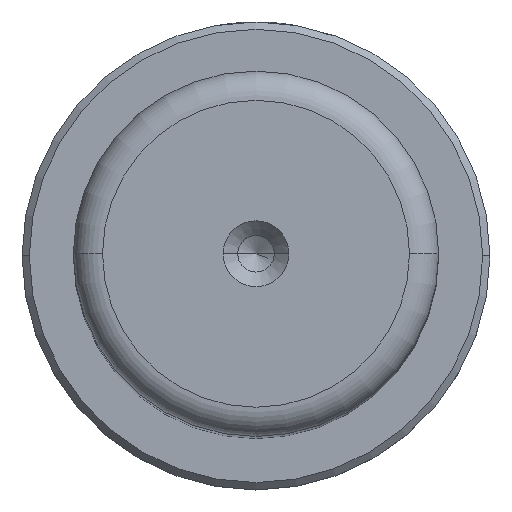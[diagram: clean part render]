
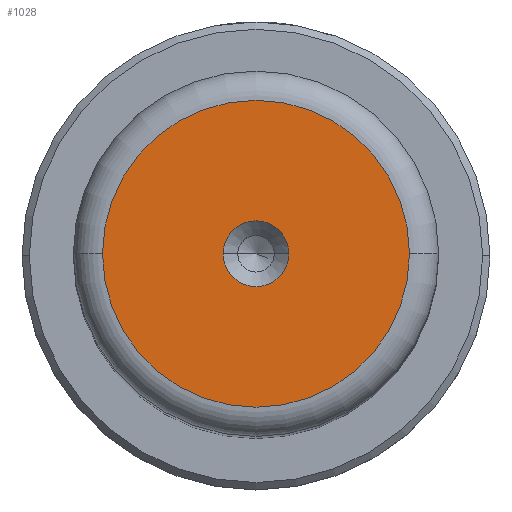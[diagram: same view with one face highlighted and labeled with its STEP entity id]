
A CAD part, top view. The second image highlights one B-rep face of the part: STEP entity #1028.
In plain terms, the highlighted planar face has unit normal (0, 0, 1).
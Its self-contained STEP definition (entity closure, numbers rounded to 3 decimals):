
#19 = DIRECTION ( 'NONE',  ( 1., 0., 0. ) ) ;
#149 = VERTEX_POINT ( 'NONE', #1813 ) ;
#156 = PLANE ( 'NONE',  #1295 ) ;
#160 = DIRECTION ( 'NONE',  ( 0., 0., 1. ) ) ;
#200 = VERTEX_POINT ( 'NONE', #1660 ) ;
#246 = CARTESIAN_POINT ( 'NONE',  ( 0., 0., 106. ) ) ;
#292 = VERTEX_POINT ( 'NONE', #536 ) ;
#298 = CIRCLE ( 'NONE', #927, 10.495 ) ;
#309 = AXIS2_PLACEMENT_3D ( 'NONE', #246, #1352, #407 ) ;
#407 = DIRECTION ( 'NONE',  ( 1., 0., 0. ) ) ;
#459 = EDGE_CURVE ( 'NONE', #200, #149, #1234, .T. ) ;
#527 = VERTEX_POINT ( 'NONE', #1510 ) ;
#536 = CARTESIAN_POINT ( 'NONE',  ( -2.25, 0., 106. ) ) ;
#586 = CIRCLE ( 'NONE', #1394, 2.25 ) ;
#621 = FACE_BOUND ( 'NONE', #876, .T. ) ;
#797 = DIRECTION ( 'NONE',  ( 0., 0., 1. ) ) ;
#807 = DIRECTION ( 'NONE',  ( 0., 0., 1. ) ) ;
#839 = ORIENTED_EDGE ( 'NONE', *, *, #1695, .F. ) ;
#876 = EDGE_LOOP ( 'NONE', ( #839, #1887 ) ) ;
#927 = AXIS2_PLACEMENT_3D ( 'NONE', #1102, #160, #1267 ) ;
#969 = DIRECTION ( 'NONE',  ( 0., 0., 1. ) ) ;
#1028 = ADVANCED_FACE ( 'NONE', ( #621, #1401 ), #156, .T. ) ;
#1044 = EDGE_CURVE ( 'NONE', #292, #527, #586, .T. ) ;
#1102 = CARTESIAN_POINT ( 'NONE',  ( 0., 0., 106. ) ) ;
#1210 = ORIENTED_EDGE ( 'NONE', *, *, #459, .T. ) ;
#1234 = CIRCLE ( 'NONE', #1466, 10.495 ) ;
#1261 = ORIENTED_EDGE ( 'NONE', *, *, #2057, .T. ) ;
#1267 = DIRECTION ( 'NONE',  ( 1., 0., 0. ) ) ;
#1295 = AXIS2_PLACEMENT_3D ( 'NONE', #1764, #797, #1920 ) ;
#1352 = DIRECTION ( 'NONE',  ( 0., 0., 1. ) ) ;
#1394 = AXIS2_PLACEMENT_3D ( 'NONE', #1774, #807, #1929 ) ;
#1401 = FACE_OUTER_BOUND ( 'NONE', #1564, .T. ) ;
#1466 = AXIS2_PLACEMENT_3D ( 'NONE', #1931, #969, #19 ) ;
#1510 = CARTESIAN_POINT ( 'NONE',  ( 2.25, 0., 106. ) ) ;
#1564 = EDGE_LOOP ( 'NONE', ( #1261, #1210 ) ) ;
#1660 = CARTESIAN_POINT ( 'NONE',  ( -10.495, 0., 106. ) ) ;
#1695 = EDGE_CURVE ( 'NONE', #527, #292, #1721, .T. ) ;
#1721 = CIRCLE ( 'NONE', #309, 2.25 ) ;
#1764 = CARTESIAN_POINT ( 'NONE',  ( 0., 0., 106. ) ) ;
#1774 = CARTESIAN_POINT ( 'NONE',  ( 0., 0., 106. ) ) ;
#1813 = CARTESIAN_POINT ( 'NONE',  ( 10.495, 0., 106. ) ) ;
#1887 = ORIENTED_EDGE ( 'NONE', *, *, #1044, .F. ) ;
#1920 = DIRECTION ( 'NONE',  ( 1., 0., 0. ) ) ;
#1929 = DIRECTION ( 'NONE',  ( 1., 0., 0. ) ) ;
#1931 = CARTESIAN_POINT ( 'NONE',  ( 0., 0., 106. ) ) ;
#2057 = EDGE_CURVE ( 'NONE', #149, #200, #298, .T. ) ;
